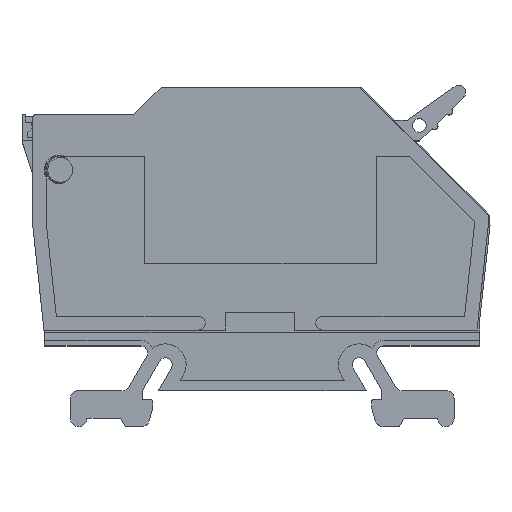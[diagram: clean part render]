
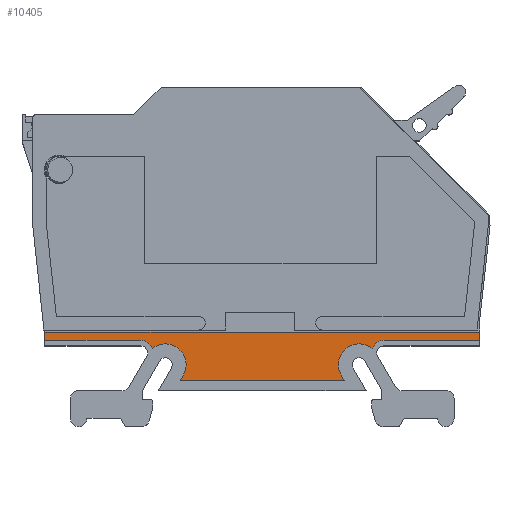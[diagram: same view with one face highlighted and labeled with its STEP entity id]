
A CAD part, top view. The second image highlights one B-rep face of the part: STEP entity #10405.
In plain terms, the highlighted planar face has unit normal (0, 0, 1).
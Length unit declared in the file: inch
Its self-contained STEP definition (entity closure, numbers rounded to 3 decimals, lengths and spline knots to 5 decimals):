
#831 = VERTEX_POINT ( 'NONE', #12874 ) ;
#892 = EDGE_CURVE ( 'NONE', #10815, #831, #15089, .T. ) ;
#901 = DIRECTION ( 'NONE',  ( 0., 0., 1. ) ) ;
#928 = ORIENTED_EDGE ( 'NONE', *, *, #12395, .T. ) ;
#1393 = CARTESIAN_POINT ( 'NONE',  ( 0.44996, 0.09, 0.21654 ) ) ;
#1476 = CARTESIAN_POINT ( 'NONE',  ( -1.24016, 0.33465, 0.21654 ) ) ;
#1560 = CARTESIAN_POINT ( 'NONE',  ( 0.69558, 0.28759, 0.21654 ) ) ;
#1624 = CARTESIAN_POINT ( 'NONE',  ( 0.55259, 0.14925, 0.21654 ) ) ;
#2247 = CARTESIAN_POINT ( 'NONE',  ( -1.24016, 0.28759, 0.21654 ) ) ;
#3235 = LINE ( 'NONE', #4518, #14816 ) ;
#3305 = DIRECTION ( 'NONE',  ( 0., 0., -1. ) ) ;
#3376 = ORIENTED_EDGE ( 'NONE', *, *, #14713, .T. ) ;
#3427 = CARTESIAN_POINT ( 'NONE',  ( -0.69558, 0.28759, 0.21654 ) ) ;
#3967 = AXIS2_PLACEMENT_3D ( 'NONE', #1624, #3305, #21269 ) ;
#4237 = CARTESIAN_POINT ( 'NONE',  ( 1.24016, 0.14925, 0.21654 ) ) ;
#4518 = CARTESIAN_POINT ( 'NONE',  ( -0.55259, 0.05886, 0.21654 ) ) ;
#4559 = CARTESIAN_POINT ( 'NONE',  ( 1.24016, 0.33465, 0.21654 ) ) ;
#4810 = CARTESIAN_POINT ( 'NONE',  ( -0.69558, 0.28759, 0.21654 ) ) ;
#4900 = AXIS2_PLACEMENT_3D ( 'NONE', #14990, #16157, #13284 ) ;
#4987 = LINE ( 'NONE', #4810, #8145 ) ;
#5237 = ORIENTED_EDGE ( 'NONE', *, *, #12682, .T. ) ;
#5323 = ORIENTED_EDGE ( 'NONE', *, *, #11650, .T. ) ;
#5376 = CIRCLE ( 'NONE', #13286, 0.07105 ) ;
#5403 = AXIS2_PLACEMENT_3D ( 'NONE', #16044, #901, #21112 ) ;
#5670 = LINE ( 'NONE', #11766, #19114 ) ;
#5777 = EDGE_CURVE ( 'NONE', #15038, #17268, #20223, .T. ) ;
#6079 = DIRECTION ( 'NONE',  ( 1., 0., 0. ) ) ;
#6274 = CARTESIAN_POINT ( 'NONE',  ( 0.69558, 0.21654, 0.21654 ) ) ;
#6408 = ORIENTED_EDGE ( 'NONE', *, *, #9433, .T. ) ;
#6610 = ORIENTED_EDGE ( 'NONE', *, *, #15237, .T. ) ;
#7120 = PLANE ( 'NONE',  #5403 ) ;
#7224 = EDGE_LOOP ( 'NONE', ( #15989, #20904, #13564, #12572, #3376, #5237, #8229, #6610, #928, #6408, #18341, #5323, #17854 ) ) ;
#7682 = VERTEX_POINT ( 'NONE', #8805 ) ;
#7700 = LINE ( 'NONE', #10650, #21129 ) ;
#7983 = DIRECTION ( 'NONE',  ( 0., 0., -1. ) ) ;
#8064 = EDGE_CURVE ( 'NONE', #15038, #9759, #13582, .T. ) ;
#8145 = VECTOR ( 'NONE', #16554, 39.37008 ) ;
#8229 = ORIENTED_EDGE ( 'NONE', *, *, #16723, .T. ) ;
#8588 = DIRECTION ( 'NONE',  ( 0., 0., -1. ) ) ;
#8805 = CARTESIAN_POINT ( 'NONE',  ( -0.46794, 0.05886, 0.21654 ) ) ;
#9196 = DIRECTION ( 'NONE',  ( 0., 1., 0. ) ) ;
#9433 = EDGE_CURVE ( 'NONE', #15745, #15363, #15567, .T. ) ;
#9759 = VERTEX_POINT ( 'NONE', #15643 ) ;
#9969 = CARTESIAN_POINT ( 'NONE',  ( 0.46794, 0.05886, 0.21654 ) ) ;
#10277 = VERTEX_POINT ( 'NONE', #3427 ) ;
#10396 = CARTESIAN_POINT ( 'NONE',  ( 1.24016, 0.28759, 0.21654 ) ) ;
#10405 = ADVANCED_FACE ( 'NONE', ( #11523 ), #7120, .T. ) ;
#10611 = AXIS2_PLACEMENT_3D ( 'NONE', #6274, #7983, #11321 ) ;
#10650 = CARTESIAN_POINT ( 'NONE',  ( -0.46794, 0.05886, 0.21654 ) ) ;
#10815 = VERTEX_POINT ( 'NONE', #10396 ) ;
#11211 = CIRCLE ( 'NONE', #10611, 0.07105 ) ;
#11321 = DIRECTION ( 'NONE',  ( 1., 0., 0. ) ) ;
#11523 = FACE_OUTER_BOUND ( 'NONE', #7224, .T. ) ;
#11624 = AXIS2_PLACEMENT_3D ( 'NONE', #14583, #12752, #6079 ) ;
#11650 = EDGE_CURVE ( 'NONE', #7682, #17268, #3235, .T. ) ;
#11743 = VECTOR ( 'NONE', #20004, 39.37008 ) ;
#11766 = CARTESIAN_POINT ( 'NONE',  ( -1.24016, 0.14925, 0.21654 ) ) ;
#12133 = CARTESIAN_POINT ( 'NONE',  ( -0.43408, 0.14925, 0.21654 ) ) ;
#12395 = EDGE_CURVE ( 'NONE', #15806, #15745, #16196, .T. ) ;
#12413 = DIRECTION ( 'NONE',  ( -0.5, -0.866, 0. ) ) ;
#12572 = ORIENTED_EDGE ( 'NONE', *, *, #18038, .T. ) ;
#12682 = EDGE_CURVE ( 'NONE', #14013, #16876, #5670, .T. ) ;
#12752 = DIRECTION ( 'NONE',  ( 0., 0., -1. ) ) ;
#12874 = CARTESIAN_POINT ( 'NONE',  ( 0.69558, 0.28759, 0.21654 ) ) ;
#13284 = DIRECTION ( 'NONE',  ( 1., 0., 0. ) ) ;
#13286 = AXIS2_PLACEMENT_3D ( 'NONE', #15351, #8588, #18886 ) ;
#13466 = DIRECTION ( 'NONE',  ( 0., -1., 0. ) ) ;
#13564 = ORIENTED_EDGE ( 'NONE', *, *, #892, .F. ) ;
#13582 = CIRCLE ( 'NONE', #3967, 0.1185 ) ;
#13949 = CARTESIAN_POINT ( 'NONE',  ( -0.62858, 0.24018, 0.21654 ) ) ;
#14013 = VERTEX_POINT ( 'NONE', #20739 ) ;
#14384 = VECTOR ( 'NONE', #16513, 39.37008 ) ;
#14525 = DIRECTION ( 'NONE',  ( 1., 0., 0. ) ) ;
#14583 = CARTESIAN_POINT ( 'NONE',  ( -0.55259, 0.14925, 0.21654 ) ) ;
#14713 = EDGE_CURVE ( 'NONE', #18640, #14013, #21292, .T. ) ;
#14816 = VECTOR ( 'NONE', #14525, 39.37008 ) ;
#14990 = CARTESIAN_POINT ( 'NONE',  ( -0.55259, 0.14925, 0.21654 ) ) ;
#15038 = VERTEX_POINT ( 'NONE', #1393 ) ;
#15089 = LINE ( 'NONE', #1560, #17734 ) ;
#15237 = EDGE_CURVE ( 'NONE', #10277, #15806, #5376, .T. ) ;
#15351 = CARTESIAN_POINT ( 'NONE',  ( -0.69558, 0.21654, 0.21654 ) ) ;
#15363 = VERTEX_POINT ( 'NONE', #15836 ) ;
#15567 = CIRCLE ( 'NONE', #4900, 0.1185 ) ;
#15643 = CARTESIAN_POINT ( 'NONE',  ( 0.62858, 0.24018, 0.21654 ) ) ;
#15745 = VERTEX_POINT ( 'NONE', #12133 ) ;
#15806 = VERTEX_POINT ( 'NONE', #13949 ) ;
#15836 = CARTESIAN_POINT ( 'NONE',  ( -0.44996, 0.09, 0.21654 ) ) ;
#15989 = ORIENTED_EDGE ( 'NONE', *, *, #8064, .T. ) ;
#16044 = CARTESIAN_POINT ( 'NONE',  ( -0.55259, 0.14925, 0.21654 ) ) ;
#16157 = DIRECTION ( 'NONE',  ( 0., 0., -1. ) ) ;
#16196 = CIRCLE ( 'NONE', #11624, 0.1185 ) ;
#16513 = DIRECTION ( 'NONE',  ( -1., 0., 0. ) ) ;
#16554 = DIRECTION ( 'NONE',  ( 1., 0., 0. ) ) ;
#16723 = EDGE_CURVE ( 'NONE', #16876, #10277, #4987, .T. ) ;
#16876 = VERTEX_POINT ( 'NONE', #2247 ) ;
#17268 = VERTEX_POINT ( 'NONE', #19615 ) ;
#17284 = EDGE_CURVE ( 'NONE', #9759, #831, #11211, .T. ) ;
#17734 = VECTOR ( 'NONE', #21754, 39.37008 ) ;
#17854 = ORIENTED_EDGE ( 'NONE', *, *, #5777, .F. ) ;
#18038 = EDGE_CURVE ( 'NONE', #10815, #18640, #20744, .T. ) ;
#18341 = ORIENTED_EDGE ( 'NONE', *, *, #20942, .T. ) ;
#18640 = VERTEX_POINT ( 'NONE', #4559 ) ;
#18886 = DIRECTION ( 'NONE',  ( 1., 0., 0. ) ) ;
#19114 = VECTOR ( 'NONE', #13466, 39.37008 ) ;
#19615 = CARTESIAN_POINT ( 'NONE',  ( 0.46794, 0.05886, 0.21654 ) ) ;
#20004 = DIRECTION ( 'NONE',  ( 0.5, -0.866, 0. ) ) ;
#20209 = VECTOR ( 'NONE', #9196, 39.37008 ) ;
#20223 = LINE ( 'NONE', #9969, #11743 ) ;
#20739 = CARTESIAN_POINT ( 'NONE',  ( -1.24016, 0.33465, 0.21654 ) ) ;
#20744 = LINE ( 'NONE', #4237, #20209 ) ;
#20904 = ORIENTED_EDGE ( 'NONE', *, *, #17284, .T. ) ;
#20942 = EDGE_CURVE ( 'NONE', #15363, #7682, #7700, .T. ) ;
#21112 = DIRECTION ( 'NONE',  ( 1., 0., 0. ) ) ;
#21129 = VECTOR ( 'NONE', #12413, 39.37008 ) ;
#21269 = DIRECTION ( 'NONE',  ( 1., 0., 0. ) ) ;
#21292 = LINE ( 'NONE', #1476, #14384 ) ;
#21754 = DIRECTION ( 'NONE',  ( -1., 0., 0. ) ) ;
